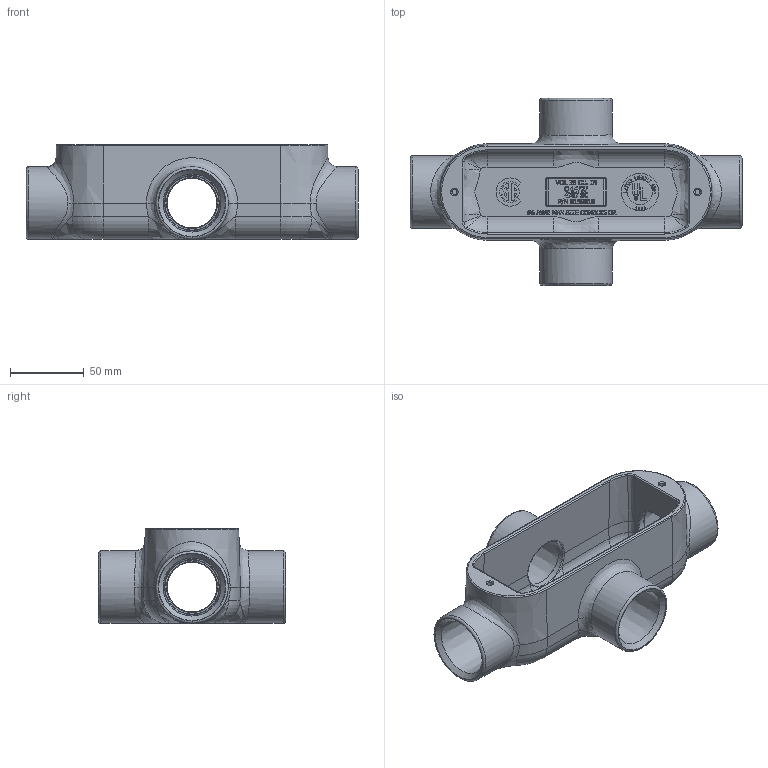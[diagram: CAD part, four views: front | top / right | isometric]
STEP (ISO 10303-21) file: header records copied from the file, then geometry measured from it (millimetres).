
FILE_DESCRIPTION(/* description */ (''),/* implementation_level */ '2;1');
FILE_NAME(/* name */ 'KIL_OX-4.stp',/* time_stamp */ '2020-01-08T11:11:27+06:00',/* author */ ('kr'),/* organization */ (''),/* preprocessor_version */ 'ST-DEVELOPER v16.13',/* originating_system */ 'Autodesk Inventor 2018',/* authorisation */ '');
FILE_SCHEMA (('AUTOMOTIVE_DESIGN { 1 0 10303 214 3 1 1 }'));
Length unit declared in the file: inch
Products named in the file (1): 14727
Bounding box: 225.43 x 127 x 64.29 mm (x, y, z)
Volume: 234007.3 mm3; surface area: 95513.2 mm2
Topology: 1 solids, 1 shells, 1715 faces, 4612 edges, 3006 vertices
Faces by surface type: plane 1148, bspline 445, cylinder 58, torus 34, cone 26, sphere 4
Full cylindrical faces by diameter (mm): 1.587 x1, 1.814 x1, 16.933 x1, 25.4 x1, 33.884 x4, 49.212 x4
Entity records: 58196 total; most frequent: CARTESIAN_POINT 18224, ORIENTED_EDGE 9104, DIRECTION 6522, EDGE_CURVE 4552, LINE 3440, VECTOR 3440, VERTEX_POINT 3006, EDGE_LOOP 1890
